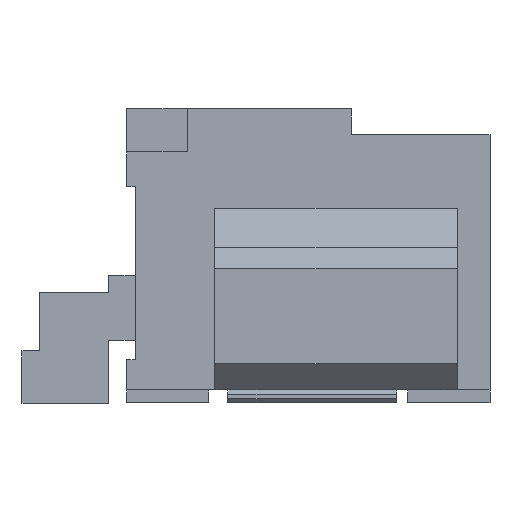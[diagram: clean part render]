
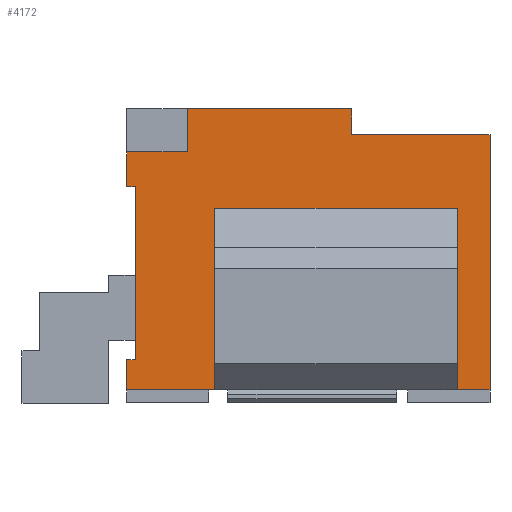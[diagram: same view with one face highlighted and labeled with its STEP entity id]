
A CAD part, left-side view. The second image highlights one B-rep face of the part: STEP entity #4172.
In plain terms, the highlighted planar face has unit normal (-1, 0, 0).
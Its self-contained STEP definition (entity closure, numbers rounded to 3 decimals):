
#552=ORIENTED_EDGE('',*,*,#949,.F.);
#553=ORIENTED_EDGE('',*,*,#1206,.T.);
#554=ORIENTED_EDGE('',*,*,#1079,.F.);
#555=ORIENTED_EDGE('',*,*,#1077,.F.);
#556=ORIENTED_EDGE('',*,*,#1062,.T.);
#557=ORIENTED_EDGE('',*,*,#1055,.F.);
#558=ORIENTED_EDGE('',*,*,#1049,.T.);
#559=ORIENTED_EDGE('',*,*,#1145,.T.);
#560=ORIENTED_EDGE('',*,*,#1044,.F.);
#561=ORIENTED_EDGE('',*,*,#1133,.F.);
#562=ORIENTED_EDGE('',*,*,#1040,.F.);
#563=ORIENTED_EDGE('',*,*,#1207,.T.);
#564=ORIENTED_EDGE('',*,*,#956,.F.);
#565=ORIENTED_EDGE('',*,*,#1204,.T.);
#566=ORIENTED_EDGE('',*,*,#1203,.T.);
#567=ORIENTED_EDGE('',*,*,#1200,.T.);
#949=EDGE_CURVE('',#1377,#1378,#1669,.T.);
#956=EDGE_CURVE('',#1384,#1385,#1676,.T.);
#1040=EDGE_CURVE('',#1447,#1448,#1760,.T.);
#1044=EDGE_CURVE('',#1451,#1452,#1764,.T.);
#1049=EDGE_CURVE('',#1457,#1456,#1769,.T.);
#1055=EDGE_CURVE('',#1457,#1461,#1775,.T.);
#1062=EDGE_CURVE('',#1462,#1461,#1782,.T.);
#1077=EDGE_CURVE('',#1462,#1473,#1797,.T.);
#1079=EDGE_CURVE('',#1473,#1474,#1799,.T.);
#1133=EDGE_CURVE('',#1448,#1451,#1853,.T.);
#1145=EDGE_CURVE('',#1456,#1452,#1865,.T.);
#1200=EDGE_CURVE('',#1545,#1378,#1920,.T.);
#1203=EDGE_CURVE('',#1546,#1545,#1923,.T.);
#1204=EDGE_CURVE('',#1384,#1546,#1924,.T.);
#1206=EDGE_CURVE('',#1377,#1474,#1926,.T.);
#1207=EDGE_CURVE('',#1447,#1385,#1927,.T.);
#1377=VERTEX_POINT('',#5270);
#1378=VERTEX_POINT('',#5272);
#1384=VERTEX_POINT('',#5284);
#1385=VERTEX_POINT('',#5286);
#1447=VERTEX_POINT('',#5457);
#1448=VERTEX_POINT('',#5458);
#1451=VERTEX_POINT('',#5466);
#1452=VERTEX_POINT('',#5467);
#1456=VERTEX_POINT('',#5476);
#1457=VERTEX_POINT('',#5478);
#1461=VERTEX_POINT('',#5490);
#1462=VERTEX_POINT('',#5494);
#1473=VERTEX_POINT('',#5530);
#1474=VERTEX_POINT('',#5534);
#1545=VERTEX_POINT('',#5769);
#1546=VERTEX_POINT('',#5773);
#1669=LINE('',#5271,#2105);
#1676=LINE('',#5285,#2112);
#1760=LINE('',#5456,#2196);
#1764=LINE('',#5465,#2200);
#1769=LINE('',#5477,#2205);
#1775=LINE('',#5489,#2211);
#1782=LINE('',#5500,#2218);
#1797=LINE('',#5529,#2233);
#1799=LINE('',#5533,#2235);
#1853=LINE('',#5639,#2289);
#1865=LINE('',#5662,#2301);
#1920=LINE('',#5768,#2356);
#1923=LINE('',#5774,#2359);
#1924=LINE('',#5776,#2360);
#1926=LINE('',#5779,#2362);
#1927=LINE('',#5780,#2363);
#2105=VECTOR('',#4483,1000.);
#2112=VECTOR('',#4490,1000.);
#2196=VECTOR('',#4624,1000.);
#2200=VECTOR('',#4630,1000.);
#2205=VECTOR('',#4637,1000.);
#2211=VECTOR('',#4647,1000.);
#2218=VECTOR('',#4656,1000.);
#2233=VECTOR('',#4681,1000.);
#2235=VECTOR('',#4685,1000.);
#2289=VECTOR('',#4777,1000.);
#2301=VECTOR('',#4795,1000.);
#2356=VECTOR('',#4892,1000.);
#2359=VECTOR('',#4897,1000.);
#2360=VECTOR('',#4900,1000.);
#2362=VECTOR('',#4904,1000.);
#2363=VECTOR('',#4905,1000.);
#2586=EDGE_LOOP('',(#552,#553,#554,#555,#556,#557,#558,#559,#560,#561,#562,
#563,#564,#565,#566,#567));
#2748=FACE_BOUND('',#2586,.T.);
#2906=PLANE('',#4337);
#4172=ADVANCED_FACE('',(#2748),#2906,.T.);
#4337=AXIS2_PLACEMENT_3D('',#5778,#4902,#4903);
#4483=DIRECTION('',(0.,1.,0.));
#4490=DIRECTION('',(0.,1.,0.));
#4624=DIRECTION('',(0.,-1.,0.));
#4630=DIRECTION('',(0.,1.,0.));
#4637=DIRECTION('',(0.,1.,0.));
#4647=DIRECTION('',(0.,0.,1.));
#4656=DIRECTION('',(0.,1.,0.));
#4681=DIRECTION('',(0.,0.,-1.));
#4685=DIRECTION('',(0.,-1.,0.));
#4777=DIRECTION('',(0.,0.,1.));
#4795=DIRECTION('',(0.,0.,-1.));
#4892=DIRECTION('',(0.,0.,-1.));
#4897=DIRECTION('',(0.,-1.,0.));
#4900=DIRECTION('',(0.,0.,1.));
#4902=DIRECTION('',(-1.,0.,0.));
#4903=DIRECTION('',(0.,0.,1.));
#4904=DIRECTION('',(0.,0.,1.));
#4905=DIRECTION('',(0.,0.,-1.));
#5270=CARTESIAN_POINT('',(-2.125,-2.1,-1.55));
#5271=CARTESIAN_POINT('',(-2.125,0.,-1.55));
#5272=CARTESIAN_POINT('',(-2.125,-1.72,-1.55));
#5284=CARTESIAN_POINT('',(-2.125,1.08,-1.55));
#5285=CARTESIAN_POINT('',(-2.125,0.,-1.55));
#5286=CARTESIAN_POINT('',(-2.125,2.1,-1.55));
#5456=CARTESIAN_POINT('',(-2.125,0.,-1.2));
#5457=CARTESIAN_POINT('',(-2.125,2.1,-1.2));
#5458=CARTESIAN_POINT('',(-2.125,2.,-1.2));
#5465=CARTESIAN_POINT('',(-2.125,0.,0.8));
#5466=CARTESIAN_POINT('',(-2.125,2.,0.8));
#5467=CARTESIAN_POINT('',(-2.125,2.1,0.8));
#5476=CARTESIAN_POINT('',(-2.125,2.1,1.2));
#5477=CARTESIAN_POINT('',(-2.125,1.4,1.2));
#5478=CARTESIAN_POINT('',(-2.125,1.4,1.2));
#5489=CARTESIAN_POINT('',(-2.125,1.4,1.2));
#5490=CARTESIAN_POINT('',(-2.125,1.4,1.7));
#5494=CARTESIAN_POINT('',(-2.125,-0.5,1.7));
#5500=CARTESIAN_POINT('',(-2.125,-2.1,1.7));
#5529=CARTESIAN_POINT('',(-2.125,-0.5,0.));
#5530=CARTESIAN_POINT('',(-2.125,-0.5,1.4));
#5533=CARTESIAN_POINT('',(-2.125,0.,1.4));
#5534=CARTESIAN_POINT('',(-2.125,-2.1,1.4));
#5639=CARTESIAN_POINT('',(-2.125,2.,0.));
#5662=CARTESIAN_POINT('',(-2.125,2.1,1.7));
#5768=CARTESIAN_POINT('',(-2.125,-1.72,0.1));
#5769=CARTESIAN_POINT('',(-2.125,-1.72,0.55));
#5773=CARTESIAN_POINT('',(-2.125,1.08,0.55));
#5774=CARTESIAN_POINT('',(-2.125,-1.72,0.55));
#5776=CARTESIAN_POINT('',(-2.125,1.08,-1.7));
#5778=CARTESIAN_POINT('',(-2.125,0.,0.));
#5779=CARTESIAN_POINT('',(-2.125,-2.1,-1.7));
#5780=CARTESIAN_POINT('',(-2.125,2.1,1.7));
